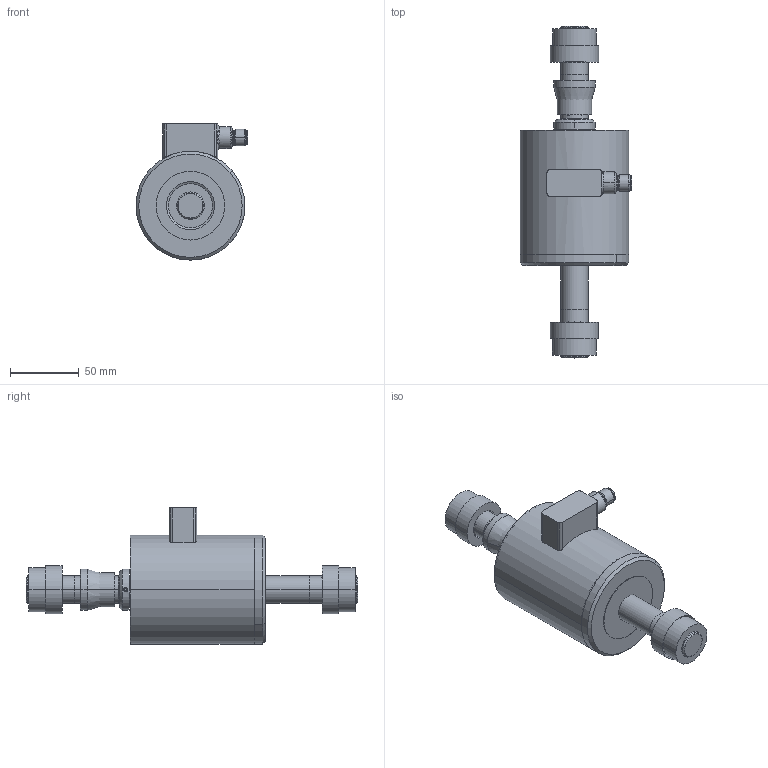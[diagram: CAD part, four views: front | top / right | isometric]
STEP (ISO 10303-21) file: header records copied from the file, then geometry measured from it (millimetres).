
FILE_DESCRIPTION(('STEP AP214'),'1');
FILE_NAME('µKAL M12 with accessories.stp','2015-05-04T14:44:12',(' '),(' '),'Spatial InterOp 3D',' ',' ');
FILE_SCHEMA(('automotive_design'));
Length unit declared in the file: millimetre
Products named in the file (24): CCISO5-Spherical M12; CCISO5-Spherical M12 Geometry; O-RING 115 ø2.62; µKAL M12 with accessories; M8 male K type; 10_56_6481_2008_01; 10_56_6481_2008_02; Tension industrial; Nut M8; CCISO5- Loading head; CTISO5 - Rod µKAL M12; CTISO5 - Washer µKAL; CTISO5 - Nut µKAL; Box; Body; Enclosure; Cover; Cap; M12×1 fairlead; Pin holder; Dowel; Compression head industrial
Assembly tree (26 placements, depth 4):
  µKAL M12 with accessories
    CCISO5-Spherical M12
      CCISO5-Spherical M12 Geometry
      O-RING 115 ø2.62
    Tension industrial
      M8 male K type  x2
        10_56_6481_2008_01
        10_56_6481_2008_02
      Nut M8  x2
    CCISO5- Loading head
    CTISO5 - Rod µKAL M12
    CTISO5 - Rod µKAL M12
    CTISO5 - Washer µKAL  x2
    CTISO5 - Nut µKAL
    CTISO5 - Nut µKAL
    Box
    Body
    Enclosure
    Cover
    Cap
    M12×1 fairlead
    Pin holder
    Dowel
    Compression head industrial
Bounding box: 81.45 x 241.5 x 99.16 mm (x, y, z)
Volume: 593208.1 mm3; surface area: 145161.1 mm2
Topology: 32 solids, 62 shells, 1297 faces, 3311 edges, 2170 vertices
Faces by surface type: plane 459, cylinder 298, bspline 290, cone 170, torus 47, sphere 33
Entity records: 39706 total; most frequent: CARTESIAN_POINT 9785, ORIENTED_EDGE 4596, DIRECTION 4209, EDGE_CURVE 2336, AXIS2_PLACEMENT_3D 1548, VERTEX_POINT 1543, LINE 1113, VECTOR 1113
